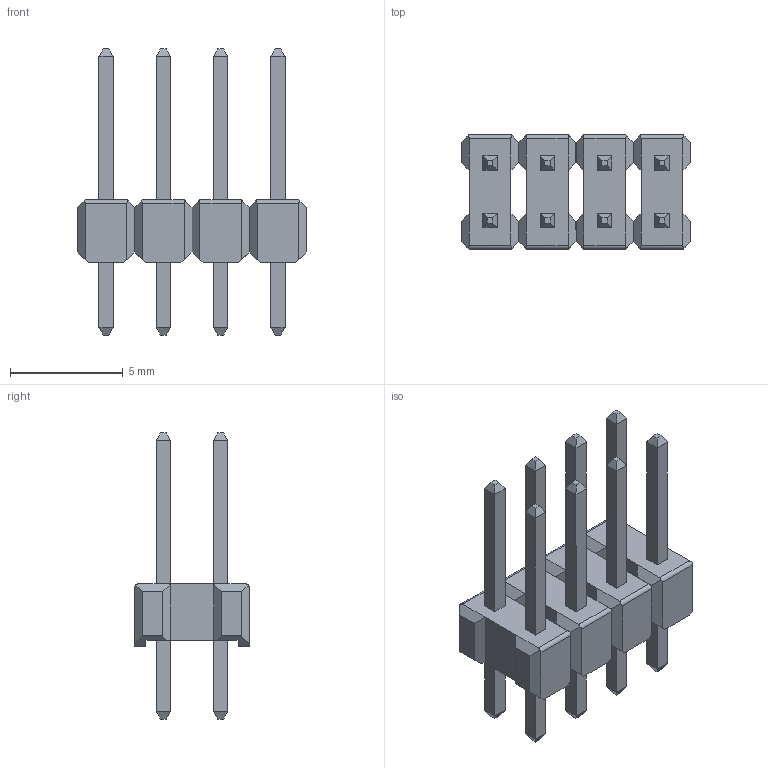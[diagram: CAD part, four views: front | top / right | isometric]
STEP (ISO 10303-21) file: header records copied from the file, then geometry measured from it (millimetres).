
FILE_DESCRIPTION(/* description */ (''),/* implementation_level */ '2;1');
FILE_NAME(/* name */ 'Pin Header 2x4 2.step',/* time_stamp */ '2026-02-09T13:44:42-08:00',/* author */ (''),/* organization */ (''),/* preprocessor_version */ 'ST-DEVELOPER v20.1',/* originating_system */ 'Autodesk Translation Framework v14.24.0.0',/* authorisation */ '');
FILE_SCHEMA (('AUTOMOTIVE_DESIGN { 1 0 10303 214 3 1 1 }'));
Length unit declared in the file: millimetre
Products named in the file (1): Document
Bounding box: 10.16 x 5.08 x 12.7 mm (x, y, z)
Volume: 143.1 mm3; surface area: 538.9 mm2
Topology: 12 solids, 12 shells, 272 faces, 664 edges, 416 vertices
Faces by surface type: plane 264, cylinder 8
Entity records: 7808 total; most frequent: CARTESIAN_POINT 1353, ORIENTED_EDGE 1328, DIRECTION 1242, EDGE_CURVE 664, LINE 632, VECTOR 632, VERTEX_POINT 416, AXIS2_PLACEMENT_3D 305
